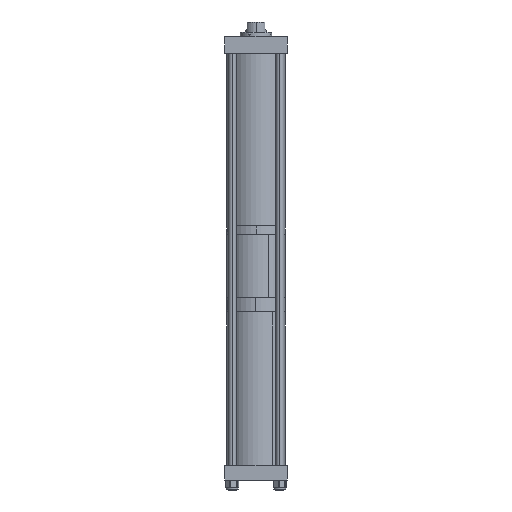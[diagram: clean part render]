
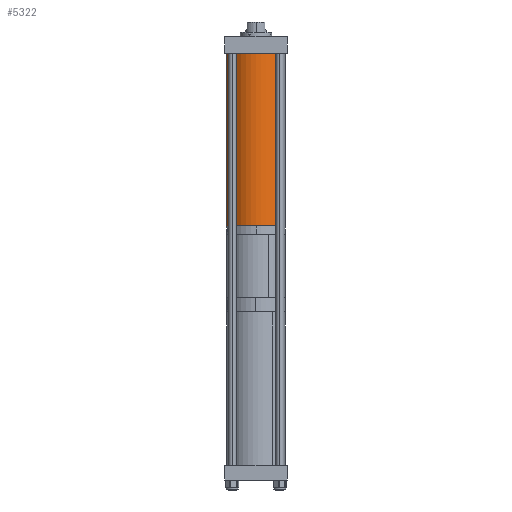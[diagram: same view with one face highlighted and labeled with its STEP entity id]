
A CAD part, left-side view. The second image highlights one B-rep face of the part: STEP entity #5322.
In plain terms, the highlighted cylindrical face has radius 88.9 mm (diameter 177.8 mm), a partial arc.
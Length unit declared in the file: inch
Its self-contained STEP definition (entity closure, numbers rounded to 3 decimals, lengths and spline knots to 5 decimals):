
#125 = AXIS2_PLACEMENT_3D ( 'NONE', #4698, #1392, #691 ) ;
#267 = DIRECTION ( 'NONE',  ( 0., 0., -1. ) ) ;
#277 = ORIENTED_EDGE ( 'NONE', *, *, #656, .T. ) ;
#415 = DIRECTION ( 'NONE',  ( -1., 0., 0. ) ) ;
#480 = CYLINDRICAL_SURFACE ( 'NONE', #4692, 3.5 ) ;
#567 = CARTESIAN_POINT ( 'NONE',  ( 0., 0., 0. ) ) ;
#656 = EDGE_CURVE ( 'NONE', #7085, #2577, #5496, .T. ) ;
#691 = DIRECTION ( 'NONE',  ( 1., 0., 0. ) ) ;
#1392 = DIRECTION ( 'NONE',  ( 0., 0., 1. ) ) ;
#1557 = CIRCLE ( 'NONE', #125, 3.5 ) ;
#1750 = FACE_OUTER_BOUND ( 'NONE', #4116, .T. ) ;
#2000 = DIRECTION ( 'NONE',  ( 0., 0., -1. ) ) ;
#2076 = EDGE_CURVE ( 'NONE', #2577, #5655, #8609, .T. ) ;
#2262 = EDGE_CURVE ( 'NONE', #4324, #5655, #6980, .T. ) ;
#2577 = VERTEX_POINT ( 'NONE', #3586 ) ;
#2855 = CARTESIAN_POINT ( 'NONE',  ( 3.5, 0., 20.593 ) ) ;
#2877 = CARTESIAN_POINT ( 'NONE',  ( 0., 0., 20.593 ) ) ;
#3586 = CARTESIAN_POINT ( 'NONE',  ( 3.5, 0., 0. ) ) ;
#3817 = DIRECTION ( 'NONE',  ( 1., 0., 0. ) ) ;
#4116 = EDGE_LOOP ( 'NONE', ( #8842, #277, #8655, #7916 ) ) ;
#4324 = VERTEX_POINT ( 'NONE', #5463 ) ;
#4372 = CARTESIAN_POINT ( 'NONE',  ( -3.5, 0., 20.593 ) ) ;
#4692 = AXIS2_PLACEMENT_3D ( 'NONE', #2877, #2000, #415 ) ;
#4698 = CARTESIAN_POINT ( 'NONE',  ( 0., 0., 20.593 ) ) ;
#5242 = VECTOR ( 'NONE', #7604, 39.37008 ) ;
#5322 = ADVANCED_FACE ( 'NONE', ( #1750 ), #480, .T. ) ;
#5463 = CARTESIAN_POINT ( 'NONE',  ( -3.5, 0., 20.593 ) ) ;
#5496 = LINE ( 'NONE', #2855, #5242 ) ;
#5620 = VECTOR ( 'NONE', #267, 39.37008 ) ;
#5655 = VERTEX_POINT ( 'NONE', #6611 ) ;
#5891 = EDGE_CURVE ( 'NONE', #7085, #4324, #1557, .T. ) ;
#6450 = CARTESIAN_POINT ( 'NONE',  ( 3.5, 0., 20.593 ) ) ;
#6611 = CARTESIAN_POINT ( 'NONE',  ( -3.5, 0., 0. ) ) ;
#6842 = DIRECTION ( 'NONE',  ( 0., 0., 1. ) ) ;
#6980 = LINE ( 'NONE', #4372, #5620 ) ;
#7085 = VERTEX_POINT ( 'NONE', #6450 ) ;
#7604 = DIRECTION ( 'NONE',  ( 0., 0., -1. ) ) ;
#7916 = ORIENTED_EDGE ( 'NONE', *, *, #2262, .F. ) ;
#8460 = AXIS2_PLACEMENT_3D ( 'NONE', #567, #6842, #3817 ) ;
#8609 = CIRCLE ( 'NONE', #8460, 3.5 ) ;
#8655 = ORIENTED_EDGE ( 'NONE', *, *, #2076, .T. ) ;
#8842 = ORIENTED_EDGE ( 'NONE', *, *, #5891, .F. ) ;
